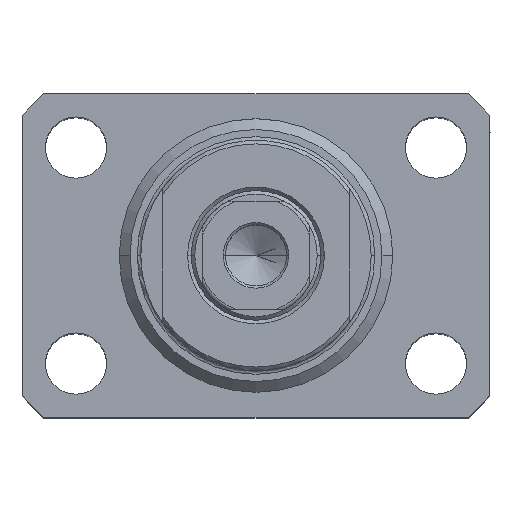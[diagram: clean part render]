
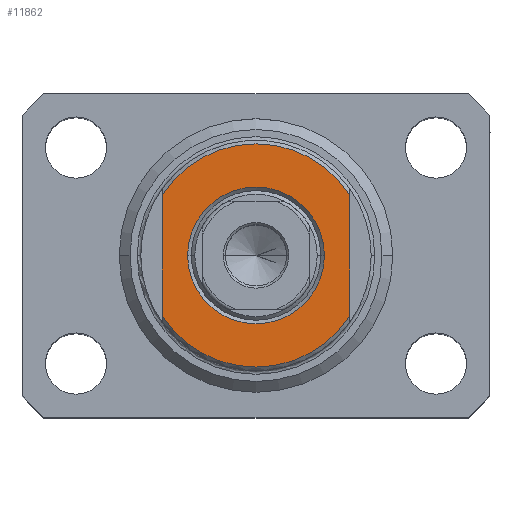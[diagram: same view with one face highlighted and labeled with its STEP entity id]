
A CAD part, top view. The second image highlights one B-rep face of the part: STEP entity #11862.
In plain terms, the highlighted face is planar.
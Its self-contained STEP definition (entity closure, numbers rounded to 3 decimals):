
#442 = VERTEX_POINT ( 'NONE', #42392 ) ;
#1334 = ORIENTED_EDGE ( 'NONE', *, *, #13187, .T. ) ;
#3145 = FACE_BOUND ( 'NONE', #7743, .T. ) ;
#3151 = EDGE_CURVE ( 'NONE', #33814, #18665, #36101, .T. ) ;
#3197 = DIRECTION ( 'NONE',  ( -1., 0., 0. ) ) ;
#3625 = CARTESIAN_POINT ( 'NONE',  ( 13., -43.081, -6.5 ) ) ;
#3666 = DIRECTION ( 'NONE',  ( 0., 0., 1. ) ) ;
#3739 = CIRCLE ( 'NONE', #37652, 15.5 ) ;
#4534 = LINE ( 'NONE', #17643, #8785 ) ;
#5398 = VERTEX_POINT ( 'NONE', #28195 ) ;
#6603 = AXIS2_PLACEMENT_3D ( 'NONE', #38482, #3666, #3197 ) ;
#6660 = EDGE_CURVE ( 'NONE', #33814, #442, #4534, .T. ) ;
#6954 = CARTESIAN_POINT ( 'NONE',  ( 0., 0., -6.5 ) ) ;
#7743 = EDGE_LOOP ( 'NONE', ( #25113, #38586 ) ) ;
#8577 = ORIENTED_EDGE ( 'NONE', *, *, #6660, .F. ) ;
#8785 = VECTOR ( 'NONE', #28712, 1000. ) ;
#9819 = AXIS2_PLACEMENT_3D ( 'NONE', #6954, #23896, #21186 ) ;
#10135 = AXIS2_PLACEMENT_3D ( 'NONE', #13609, #12952, #41183 ) ;
#11481 = EDGE_CURVE ( 'NONE', #14419, #5398, #25370, .T. ) ;
#11862 = ADVANCED_FACE ( 'NONE', ( #3145, #41583 ), #24390, .T. ) ;
#12952 = DIRECTION ( 'NONE',  ( 0., 0., -1. ) ) ;
#13187 = EDGE_CURVE ( 'NONE', #32966, #442, #3739, .T. ) ;
#13609 = CARTESIAN_POINT ( 'NONE',  ( 0., 0., -6.5 ) ) ;
#13783 = EDGE_CURVE ( 'NONE', #18665, #32966, #17409, .T. ) ;
#14419 = VERTEX_POINT ( 'NONE', #43459 ) ;
#14589 = AXIS2_PLACEMENT_3D ( 'NONE', #31396, #16933, #30723 ) ;
#16134 = CARTESIAN_POINT ( 'NONE',  ( 0., 0., -6.5 ) ) ;
#16933 = DIRECTION ( 'NONE',  ( 0., 0., -1. ) ) ;
#17409 = LINE ( 'NONE', #3625, #29753 ) ;
#17643 = CARTESIAN_POINT ( 'NONE',  ( -13., -43.081, -6.5 ) ) ;
#17946 = CARTESIAN_POINT ( 'NONE',  ( -13., 8.441, -6.5 ) ) ;
#18052 = CARTESIAN_POINT ( 'NONE',  ( 13., -8.441, -6.5 ) ) ;
#18665 = VERTEX_POINT ( 'NONE', #33190 ) ;
#19199 = CIRCLE ( 'NONE', #9819, 9.5 ) ;
#21186 = DIRECTION ( 'NONE',  ( -1., 0., 0. ) ) ;
#21691 = EDGE_CURVE ( 'NONE', #5398, #14419, #19199, .T. ) ;
#22904 = DIRECTION ( 'NONE',  ( -1., 0., 0. ) ) ;
#23896 = DIRECTION ( 'NONE',  ( 0., 0., 1. ) ) ;
#24390 = PLANE ( 'NONE',  #14589 ) ;
#25113 = ORIENTED_EDGE ( 'NONE', *, *, #11481, .T. ) ;
#25370 = CIRCLE ( 'NONE', #6603, 9.5 ) ;
#26291 = ORIENTED_EDGE ( 'NONE', *, *, #13783, .T. ) ;
#28195 = CARTESIAN_POINT ( 'NONE',  ( 9.5, 0., -6.5 ) ) ;
#28712 = DIRECTION ( 'NONE',  ( 0., -1., 0. ) ) ;
#29753 = VECTOR ( 'NONE', #38879, 1000. ) ;
#30723 = DIRECTION ( 'NONE',  ( -1., 0., 0. ) ) ;
#31147 = ORIENTED_EDGE ( 'NONE', *, *, #3151, .T. ) ;
#31396 = CARTESIAN_POINT ( 'NONE',  ( 0., 0., -6.5 ) ) ;
#32966 = VERTEX_POINT ( 'NONE', #18052 ) ;
#33190 = CARTESIAN_POINT ( 'NONE',  ( 13., 8.441, -6.5 ) ) ;
#33814 = VERTEX_POINT ( 'NONE', #17946 ) ;
#36101 = CIRCLE ( 'NONE', #10135, 15.5 ) ;
#37652 = AXIS2_PLACEMENT_3D ( 'NONE', #16134, #39655, #22904 ) ;
#38482 = CARTESIAN_POINT ( 'NONE',  ( 0., 0., -6.5 ) ) ;
#38586 = ORIENTED_EDGE ( 'NONE', *, *, #21691, .T. ) ;
#38879 = DIRECTION ( 'NONE',  ( 0., -1., 0. ) ) ;
#38940 = EDGE_LOOP ( 'NONE', ( #31147, #26291, #1334, #8577 ) ) ;
#39655 = DIRECTION ( 'NONE',  ( 0., 0., -1. ) ) ;
#41183 = DIRECTION ( 'NONE',  ( -1., 0., 0. ) ) ;
#41583 = FACE_OUTER_BOUND ( 'NONE', #38940, .T. ) ;
#42392 = CARTESIAN_POINT ( 'NONE',  ( -13., -8.441, -6.5 ) ) ;
#43459 = CARTESIAN_POINT ( 'NONE',  ( -9.5, 0., -6.5 ) ) ;
